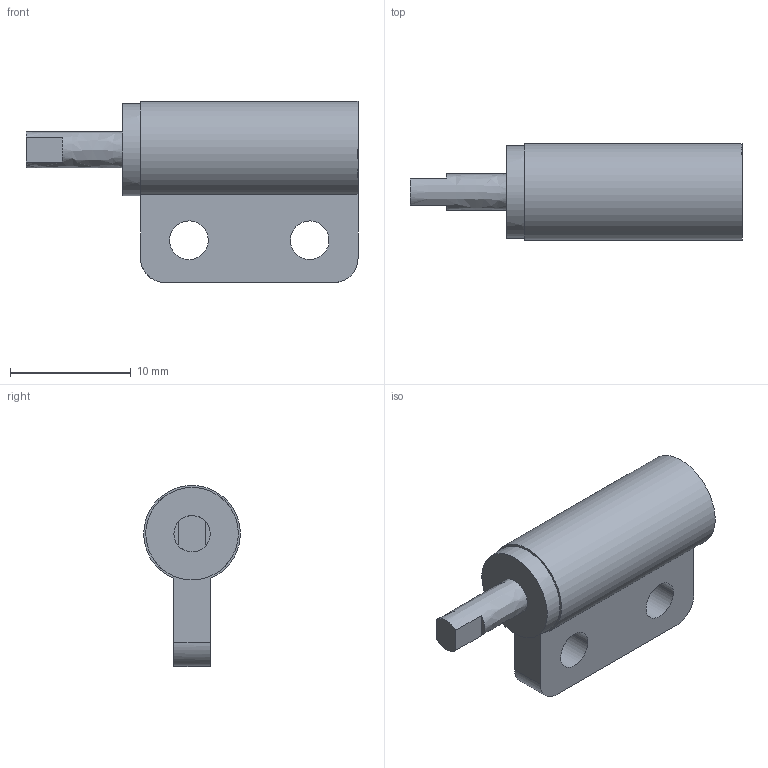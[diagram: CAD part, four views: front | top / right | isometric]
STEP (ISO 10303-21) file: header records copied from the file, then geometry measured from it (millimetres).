
FILE_DESCRIPTION((''),'2;1');
FILE_NAME('','2005-04-20T08:56:42',(''),(''),'','CADfix','');
FILE_SCHEMA(('AUTOMOTIVE_DESIGN'));
Length unit declared in the file: millimetre
Products named in the file (6): washer; socket; shaft; nut; case; TH_122_4_1551_36
Assembly tree (5 placements, depth 2):
  TH_122_4_1551_36
    washer
    socket
    shaft
    nut
    case
Bounding box: 27.5 x 7.99 x 14.99 mm (x, y, z)
Volume: 1018.6 mm3; surface area: 2286.1 mm2
Topology: 5 solids, 5 shells, 63 faces, 181 edges, 131 vertices
Faces by surface type: bspline 63
Entity records: 2575 total; most frequent: CARTESIAN_POINT 1417, ORIENTED_EDGE 362, EDGE_CURVE 181, VERTEX_POINT 131, EDGE_LOOP 78, FACE_OUTER_BOUND 63, ADVANCED_FACE 63, QUASI_UNIFORM_CURVE 48
